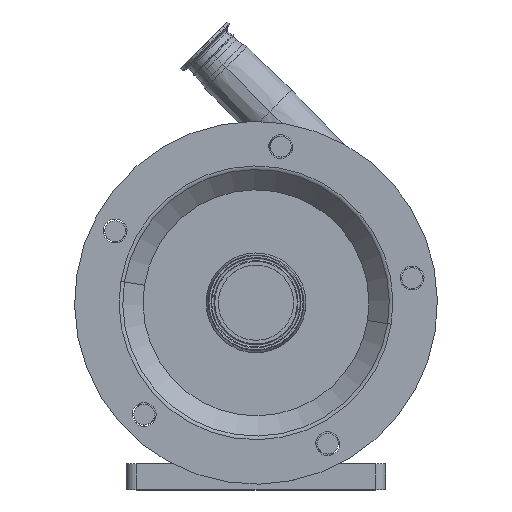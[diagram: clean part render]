
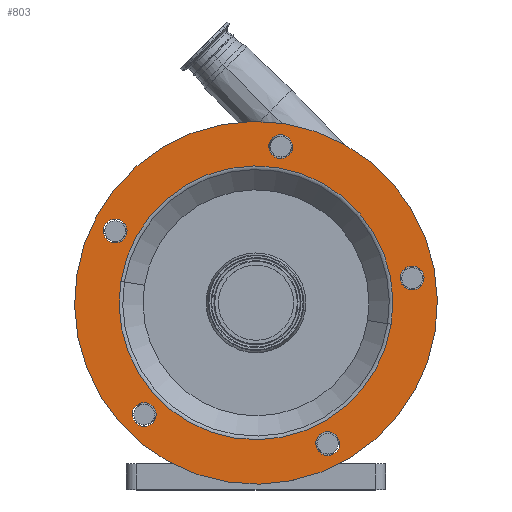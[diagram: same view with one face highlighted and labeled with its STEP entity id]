
A CAD part, top view. The second image highlights one B-rep face of the part: STEP entity #803.
In plain terms, the highlighted planar face has unit normal (0, 0, 1).
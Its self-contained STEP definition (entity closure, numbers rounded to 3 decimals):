
#38 = CARTESIAN_POINT ( 'NONE',  ( 139.264, 205.655, 215. ) ) ;
#219 = CIRCLE ( 'NONE', #8229, 11.5 ) ;
#434 = DIRECTION ( 'NONE',  ( -0.988, 0.156, 0. ) ) ;
#460 = VERTEX_POINT ( 'NONE', #8719 ) ;
#789 = DIRECTION ( 'NONE',  ( 0., 0., -1. ) ) ;
#803 = ADVANCED_FACE ( 'NONE', ( #16571, #15276, #11170, #12481, #3845, #18229, #8297 ), #15178, .F. ) ;
#832 = DIRECTION ( 'NONE',  ( 0., 0., 1. ) ) ;
#836 = DIRECTION ( 'NONE',  ( 0.988, -0.156, 0. ) ) ;
#842 = AXIS2_PLACEMENT_3D ( 'NONE', #13968, #1057, #5517 ) ;
#1057 = DIRECTION ( 'NONE',  ( 0., 0., -1. ) ) ;
#1195 = ORIENTED_EDGE ( 'NONE', *, *, #14567, .F. ) ;
#1255 = CIRCLE ( 'NONE', #13135, 11.5 ) ;
#1394 = CIRCLE ( 'NONE', #13575, 11.5 ) ;
#1499 = CARTESIAN_POINT ( 'NONE',  ( 69.234, 44.122, 215. ) ) ;
#1759 = CIRCLE ( 'NONE', #13951, 175. ) ;
#2308 = CARTESIAN_POINT ( 'NONE',  ( -119.192, 73.965, 215. ) ) ;
#2319 = VERTEX_POINT ( 'NONE', #17909 ) ;
#2345 = ORIENTED_EDGE ( 'NONE', *, *, #7027, .F. ) ;
#2435 = CARTESIAN_POINT ( 'NONE',  ( -147.237, 251.033, 215. ) ) ;
#2589 = DIRECTION ( 'NONE',  ( 0.988, -0.156, 0. ) ) ;
#2624 = ORIENTED_EDGE ( 'NONE', *, *, #7014, .F. ) ;
#2984 = AXIS2_PLACEMENT_3D ( 'NONE', #11929, #10722, #8959 ) ;
#2986 = EDGE_CURVE ( 'NONE', #15254, #7004, #1255, .T. ) ;
#3020 = EDGE_CURVE ( 'NONE', #9401, #11788, #11643, .T. ) ;
#3194 = VERTEX_POINT ( 'NONE', #8742 ) ;
#3304 = VERTEX_POINT ( 'NONE', #12132 ) ;
#3381 = EDGE_LOOP ( 'NONE', ( #14972, #11372 ) ) ;
#3455 = CARTESIAN_POINT ( 'NONE',  ( 12.498, 332.421, 215. ) ) ;
#3845 = FACE_BOUND ( 'NONE', #10926, .T. ) ;
#4106 = VERTEX_POINT ( 'NONE', #16582 ) ;
#4869 = CIRCLE ( 'NONE', #10793, 11.5 ) ;
#4894 = DIRECTION ( 'NONE',  ( 0.988, -0.156, 0. ) ) ;
#5030 = CARTESIAN_POINT ( 'NONE',  ( 0., 180., 215. ) ) ;
#5034 = CARTESIAN_POINT ( 'NONE',  ( 0., 180., 215. ) ) ;
#5086 = ORIENTED_EDGE ( 'NONE', *, *, #18064, .F. ) ;
#5106 = VERTEX_POINT ( 'NONE', #38 ) ;
#5139 = AXIS2_PLACEMENT_3D ( 'NONE', #13308, #17474, #7543 ) ;
#5256 = AXIS2_PLACEMENT_3D ( 'NONE', #12798, #11134, #2589 ) ;
#5317 = EDGE_LOOP ( 'NONE', ( #16113, #13738 ) ) ;
#5517 = DIRECTION ( 'NONE',  ( -0.988, 0.156, 0. ) ) ;
#6013 = EDGE_LOOP ( 'NONE', ( #5086, #13949 ) ) ;
#6267 = EDGE_LOOP ( 'NONE', ( #2624, #16515 ) ) ;
#6269 = DIRECTION ( 'NONE',  ( 0., 0., 1. ) ) ;
#6271 = CIRCLE ( 'NONE', #2984, 11.5 ) ;
#6593 = DIRECTION ( 'NONE',  ( 0., 0., -1. ) ) ;
#6711 = DIRECTION ( 'NONE',  ( 0., 0., 1. ) ) ;
#6735 = CIRCLE ( 'NONE', #13854, 11.5 ) ;
#7004 = VERTEX_POINT ( 'NONE', #7713 ) ;
#7014 = EDGE_CURVE ( 'NONE', #2319, #5106, #10082, .T. ) ;
#7027 = EDGE_CURVE ( 'NONE', #9931, #3304, #1759, .T. ) ;
#7172 = DIRECTION ( 'NONE',  ( 0.988, -0.156, 0. ) ) ;
#7515 = AXIS2_PLACEMENT_3D ( 'NONE', #17419, #789, #434 ) ;
#7543 = DIRECTION ( 'NONE',  ( 0.988, -0.156, 0. ) ) ;
#7619 = EDGE_CURVE ( 'NONE', #9481, #16853, #9509, .T. ) ;
#7620 = DIRECTION ( 'NONE',  ( 0.988, -0.156, 0. ) ) ;
#7713 = CARTESIAN_POINT ( 'NONE',  ( -96.475, 70.367, 215. ) ) ;
#7899 = DIRECTION ( 'NONE',  ( -0.988, 0.156, 0. ) ) ;
#8150 = EDGE_CURVE ( 'NONE', #3304, #9931, #8351, .T. ) ;
#8229 = AXIS2_PLACEMENT_3D ( 'NONE', #12482, #9874, #15541 ) ;
#8297 = FACE_BOUND ( 'NONE', #6013, .T. ) ;
#8351 = CIRCLE ( 'NONE', #13106, 175. ) ;
#8599 = DIRECTION ( 'NONE',  ( -0.988, 0.156, 0. ) ) ;
#8719 = CARTESIAN_POINT ( 'NONE',  ( 80.592, 42.323, 215. ) ) ;
#8742 = CARTESIAN_POINT ( 'NONE',  ( -130.445, 200.66, 215. ) ) ;
#8748 = CARTESIAN_POINT ( 'NONE',  ( 130.445, 159.34, 215. ) ) ;
#8770 = CARTESIAN_POINT ( 'NONE',  ( 150.622, 203.856, 215. ) ) ;
#8784 = DIRECTION ( 'NONE',  ( 0., 0., -1. ) ) ;
#8959 = DIRECTION ( 'NONE',  ( 0.988, -0.156, 0. ) ) ;
#9161 = ORIENTED_EDGE ( 'NONE', *, *, #12146, .T. ) ;
#9198 = CARTESIAN_POINT ( 'NONE',  ( 150.622, 203.856, 215. ) ) ;
#9201 = DIRECTION ( 'NONE',  ( 0., 0., 1. ) ) ;
#9287 = CIRCLE ( 'NONE', #18168, 132.071 ) ;
#9295 = DIRECTION ( 'NONE',  ( -0.988, 0.156, 0. ) ) ;
#9401 = VERTEX_POINT ( 'NONE', #3455 ) ;
#9422 = ORIENTED_EDGE ( 'NONE', *, *, #8150, .F. ) ;
#9481 = VERTEX_POINT ( 'NONE', #2435 ) ;
#9496 = AXIS2_PLACEMENT_3D ( 'NONE', #9198, #832, #7620 ) ;
#9509 = CIRCLE ( 'NONE', #11869, 11.5 ) ;
#9874 = DIRECTION ( 'NONE',  ( 0., 0., 1. ) ) ;
#9931 = VERTEX_POINT ( 'NONE', #13227 ) ;
#10082 = CIRCLE ( 'NONE', #9496, 11.5 ) ;
#10626 = EDGE_CURVE ( 'NONE', #16853, #9481, #6271, .T. ) ;
#10722 = DIRECTION ( 'NONE',  ( 0., 0., 1. ) ) ;
#10793 = AXIS2_PLACEMENT_3D ( 'NONE', #1499, #12418, #7172 ) ;
#10926 = EDGE_LOOP ( 'NONE', ( #14135, #9161 ) ) ;
#11016 = DIRECTION ( 'NONE',  ( 0.988, -0.156, 0. ) ) ;
#11134 = DIRECTION ( 'NONE',  ( 0., 0., 1. ) ) ;
#11170 = FACE_BOUND ( 'NONE', #5317, .T. ) ;
#11249 = EDGE_LOOP ( 'NONE', ( #9422, #2345 ) ) ;
#11372 = ORIENTED_EDGE ( 'NONE', *, *, #7619, .F. ) ;
#11582 = EDGE_CURVE ( 'NONE', #3194, #14634, #9287, .T. ) ;
#11643 = CIRCLE ( 'NONE', #5139, 11.5 ) ;
#11788 = VERTEX_POINT ( 'NONE', #16334 ) ;
#11869 = AXIS2_PLACEMENT_3D ( 'NONE', #17652, #9201, #836 ) ;
#11929 = CARTESIAN_POINT ( 'NONE',  ( -135.878, 249.234, 215. ) ) ;
#12132 = CARTESIAN_POINT ( 'NONE',  ( -172.845, 207.376, 215. ) ) ;
#12146 = EDGE_CURVE ( 'NONE', #14634, #3194, #15812, .T. ) ;
#12418 = DIRECTION ( 'NONE',  ( 0., 0., 1. ) ) ;
#12481 = FACE_BOUND ( 'NONE', #6267, .T. ) ;
#12482 = CARTESIAN_POINT ( 'NONE',  ( -107.834, 72.166, 215. ) ) ;
#12798 = CARTESIAN_POINT ( 'NONE',  ( 69.234, 44.122, 215. ) ) ;
#13106 = AXIS2_PLACEMENT_3D ( 'NONE', #13170, #8784, #8599 ) ;
#13135 = AXIS2_PLACEMENT_3D ( 'NONE', #15463, #13899, #11016 ) ;
#13170 = CARTESIAN_POINT ( 'NONE',  ( 0., 180., 215. ) ) ;
#13227 = CARTESIAN_POINT ( 'NONE',  ( 172.845, 152.624, 215. ) ) ;
#13240 = CARTESIAN_POINT ( 'NONE',  ( 23.856, 330.622, 215. ) ) ;
#13308 = CARTESIAN_POINT ( 'NONE',  ( 23.856, 330.622, 215. ) ) ;
#13575 = AXIS2_PLACEMENT_3D ( 'NONE', #13240, #6711, #16817 ) ;
#13738 = ORIENTED_EDGE ( 'NONE', *, *, #14249, .F. ) ;
#13854 = AXIS2_PLACEMENT_3D ( 'NONE', #8770, #6269, #4894 ) ;
#13899 = DIRECTION ( 'NONE',  ( 0., 0., 1. ) ) ;
#13949 = ORIENTED_EDGE ( 'NONE', *, *, #3020, .F. ) ;
#13951 = AXIS2_PLACEMENT_3D ( 'NONE', #5034, #16178, #7899 ) ;
#13968 = CARTESIAN_POINT ( 'NONE',  ( 27.376, 352.845, 215. ) ) ;
#14135 = ORIENTED_EDGE ( 'NONE', *, *, #11582, .T. ) ;
#14173 = CARTESIAN_POINT ( 'NONE',  ( -124.52, 247.435, 215. ) ) ;
#14249 = EDGE_CURVE ( 'NONE', #4106, #460, #16235, .T. ) ;
#14567 = EDGE_CURVE ( 'NONE', #7004, #15254, #219, .T. ) ;
#14634 = VERTEX_POINT ( 'NONE', #8748 ) ;
#14972 = ORIENTED_EDGE ( 'NONE', *, *, #10626, .F. ) ;
#15178 = PLANE ( 'NONE',  #842 ) ;
#15254 = VERTEX_POINT ( 'NONE', #2308 ) ;
#15276 = FACE_BOUND ( 'NONE', #18110, .T. ) ;
#15463 = CARTESIAN_POINT ( 'NONE',  ( -107.834, 72.166, 215. ) ) ;
#15541 = DIRECTION ( 'NONE',  ( 0.988, -0.156, 0. ) ) ;
#15794 = EDGE_CURVE ( 'NONE', #460, #4106, #4869, .T. ) ;
#15812 = CIRCLE ( 'NONE', #7515, 132.071 ) ;
#16113 = ORIENTED_EDGE ( 'NONE', *, *, #15794, .F. ) ;
#16178 = DIRECTION ( 'NONE',  ( 0., 0., -1. ) ) ;
#16235 = CIRCLE ( 'NONE', #5256, 11.5 ) ;
#16334 = CARTESIAN_POINT ( 'NONE',  ( 35.215, 328.823, 215. ) ) ;
#16515 = ORIENTED_EDGE ( 'NONE', *, *, #17918, .F. ) ;
#16571 = FACE_BOUND ( 'NONE', #3381, .T. ) ;
#16582 = CARTESIAN_POINT ( 'NONE',  ( 57.875, 45.921, 215. ) ) ;
#16817 = DIRECTION ( 'NONE',  ( 0.988, -0.156, 0. ) ) ;
#16853 = VERTEX_POINT ( 'NONE', #14173 ) ;
#17419 = CARTESIAN_POINT ( 'NONE',  ( 0., 180., 215. ) ) ;
#17474 = DIRECTION ( 'NONE',  ( 0., 0., 1. ) ) ;
#17652 = CARTESIAN_POINT ( 'NONE',  ( -135.878, 249.234, 215. ) ) ;
#17909 = CARTESIAN_POINT ( 'NONE',  ( 161.981, 202.057, 215. ) ) ;
#17918 = EDGE_CURVE ( 'NONE', #5106, #2319, #6735, .T. ) ;
#18018 = ORIENTED_EDGE ( 'NONE', *, *, #2986, .F. ) ;
#18064 = EDGE_CURVE ( 'NONE', #11788, #9401, #1394, .T. ) ;
#18110 = EDGE_LOOP ( 'NONE', ( #1195, #18018 ) ) ;
#18168 = AXIS2_PLACEMENT_3D ( 'NONE', #5030, #6593, #9295 ) ;
#18229 = FACE_OUTER_BOUND ( 'NONE', #11249, .T. ) ;
